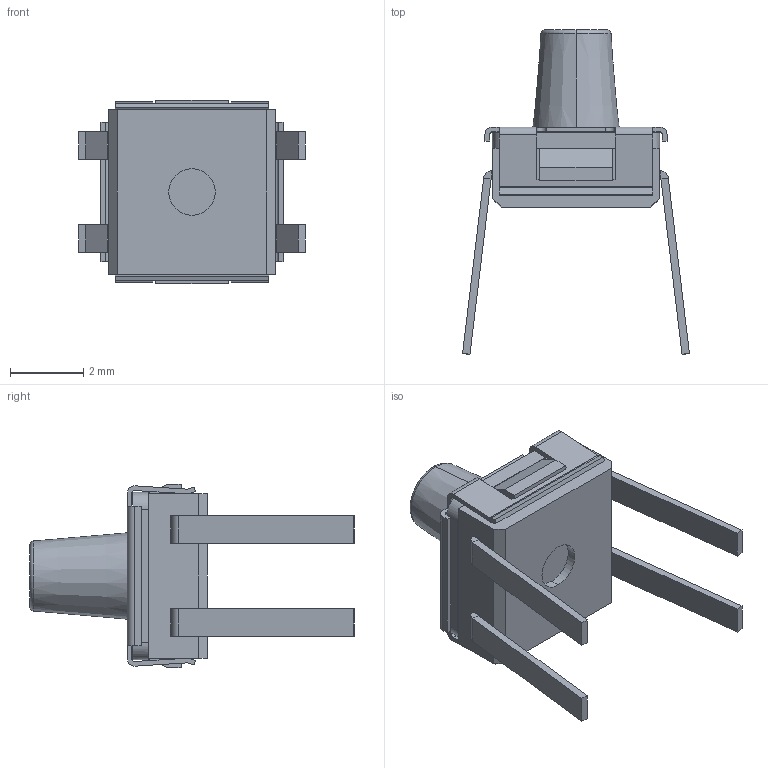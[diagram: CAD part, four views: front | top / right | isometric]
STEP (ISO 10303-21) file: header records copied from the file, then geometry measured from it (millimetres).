
FILE_DESCRIPTION((''),'2;1');
FILE_NAME('30791-40000-LID','2013-05-20T',('maxm'),('Bourns, Inc.'),'PRO/ENGINEER BY PARAMETRIC TECHNOLOGY CORPORATION, 2012230','PRO/ENGINEER BY PARAMETRIC TECHNOLOGY CORPORATION, 2012230','');
FILE_SCHEMA(('CONFIG_CONTROL_DESIGN'));
Length unit declared in the file: inch
Products named in the file (1): 30791-40000-LID
Bounding box: 6.2 x 8.87 x 5 mm (x, y, z)
Volume: 58.3 mm3; surface area: 204.9 mm2
Topology: 1 solids, 10 shells, 354 faces, 929 edges, 604 vertices
Faces by surface type: plane 293, cylinder 48, torus 9, cone 4
Entity records: 10812 total; most frequent: CARTESIAN_POINT 1924, ORIENTED_EDGE 1858, DIRECTION 1766, EDGE_CURVE 929, VECTOR 798, LINE 798, VERTEX_POINT 604, AXIS2_PLACEMENT_3D 484
